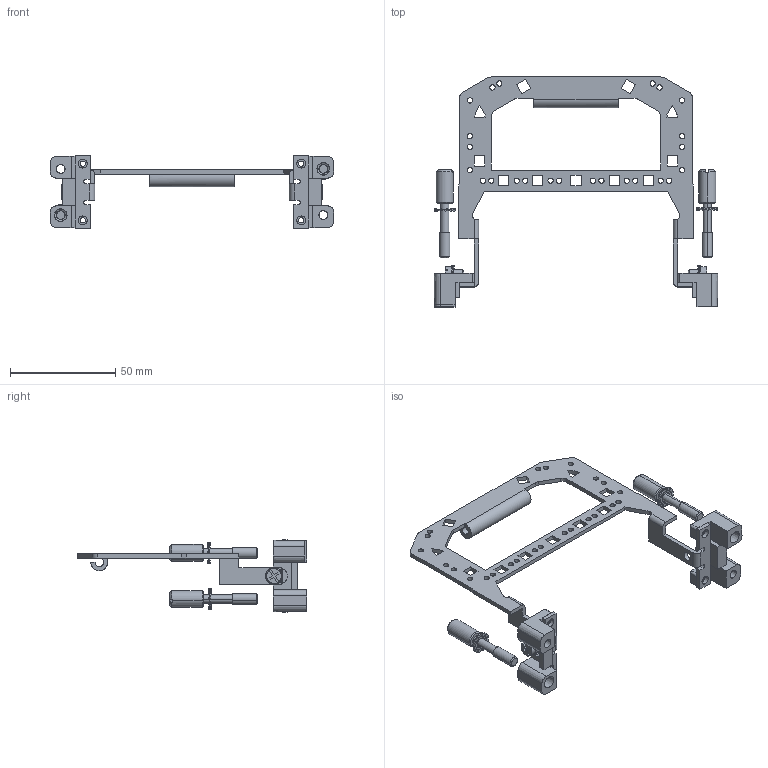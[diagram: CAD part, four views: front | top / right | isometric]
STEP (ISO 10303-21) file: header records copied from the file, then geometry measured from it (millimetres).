
FILE_DESCRIPTION (( 'STEP AP203' ), '1' );
FILE_NAME ('GB-24B-APT.STP', '2017-08-16T13:23:15', ( '微软用户' ), ( '微软中国' ), 'SwSTEP 2.0', 'SolidWorks 2012', '' );
FILE_SCHEMA (( 'CONFIG_CONTROL_DESIGN' ));
Products named in the file (1): GB-24B-APT
Bounding box: 135 x 109.48 x 34.5 mm (x, y, z)
Volume: 19297 mm3; surface area: 20680 mm2
Topology: 9 solids, 9 shells, 670 faces, 1746 edges, 1100 vertices
Faces by surface type: bspline 220, plane 218, cylinder 166, cone 66
Entity records: 36524 total; most frequent: CARTESIAN_POINT 21348, ORIENTED_EDGE 3492, DIRECTION 2453, EDGE_CURVE 1746, VERTEX_POINT 1100, LINE 831, VECTOR 831, AXIS2_PLACEMENT_3D 811
